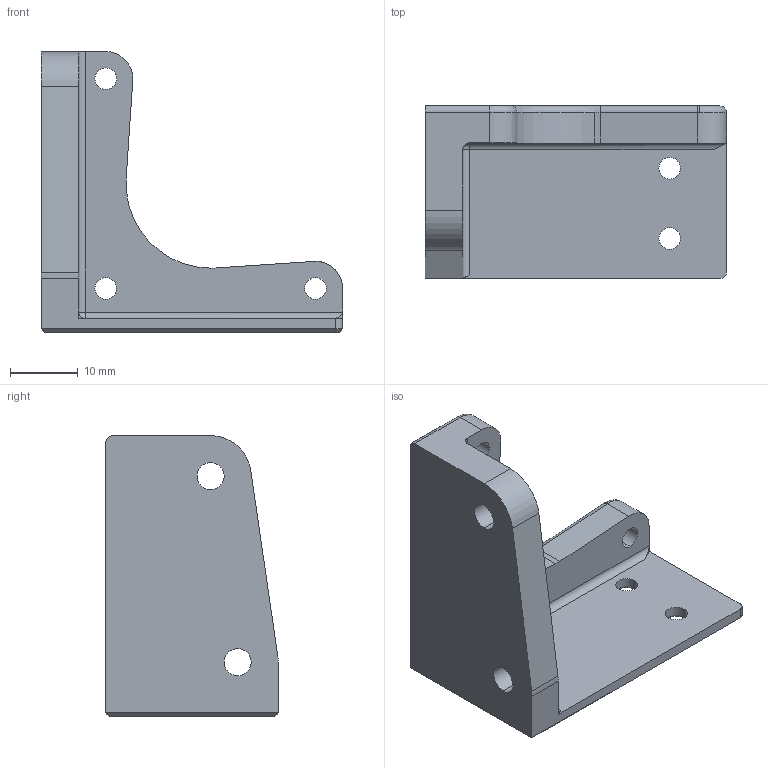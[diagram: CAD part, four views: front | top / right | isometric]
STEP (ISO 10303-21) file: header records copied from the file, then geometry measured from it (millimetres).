
FILE_DESCRIPTION (( 'STEP AP203' ), '1' );
FILE_NAME ('Y_Mount.STEP', '2019-10-13T00:06:27', ( '' ), ( '' ), 'SwSTEP 2.0', 'SolidWorks 2018', '' );
FILE_SCHEMA (( 'CONFIG_CONTROL_DESIGN' ));
Length unit declared in the file: millimetre
Products named in the file (1): Y_Mount
Bounding box: 44.5 x 25.5 x 41.5 mm (x, y, z)
Volume: 10110.6 mm3; surface area: 6002.2 mm2
Topology: 1 solids, 1 shells, 99 faces, 265 edges, 169 vertices
Faces by surface type: cylinder 56, plane 32, cone 6, torus 4, sphere 1
Entity records: 3217 total; most frequent: DIRECTION 584, CARTESIAN_POINT 539, ORIENTED_EDGE 528, EDGE_CURVE 264, AXIS2_PLACEMENT_3D 222, VERTEX_POINT 169, VECTOR 140, LINE 140
